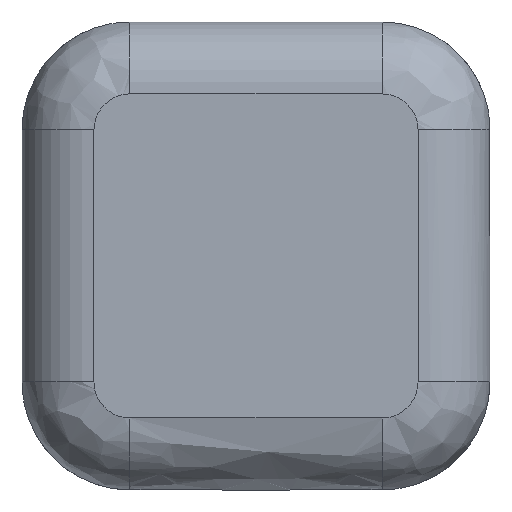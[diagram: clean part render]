
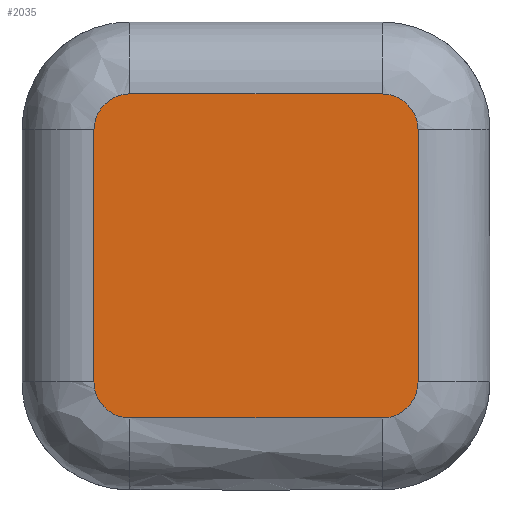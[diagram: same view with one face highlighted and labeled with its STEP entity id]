
A CAD part, front view. The second image highlights one B-rep face of the part: STEP entity #2035.
In plain terms, the highlighted free-form (B-spline) face has degree [1, 1] with [2, 2] control points.
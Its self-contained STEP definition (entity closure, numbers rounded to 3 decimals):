
#906 = VERTEX_POINT('',#907);
#907 = CARTESIAN_POINT('',(24.874,0.,-31.981));
#913 = EDGE_CURVE('',#914,#906,#916,.T.);
#914 = VERTEX_POINT('',#915);
#915 = CARTESIAN_POINT('',(31.981,0.,-24.874));
#916 = ( BOUNDED_CURVE() B_SPLINE_CURVE(2,(#917,#918,#919),
.UNSPECIFIED.,.F.,.F.) B_SPLINE_CURVE_WITH_KNOTS((3,3),(5.498,
7.069),.PIECEWISE_BEZIER_KNOTS.) CURVE() 
GEOMETRIC_REPRESENTATION_ITEM() RATIONAL_B_SPLINE_CURVE((1.,
0.707,1.)) REPRESENTATION_ITEM('') );
#917 = CARTESIAN_POINT('',(31.981,0.,-24.874));
#918 = CARTESIAN_POINT('',(31.981,0.,-31.981));
#919 = CARTESIAN_POINT('',(24.874,0.,-31.981));
#943 = VERTEX_POINT('',#944);
#944 = CARTESIAN_POINT('',(31.981,0.,24.874));
#950 = EDGE_CURVE('',#943,#914,#951,.T.);
#951 = B_SPLINE_CURVE_WITH_KNOTS('',1,(#952,#953),.UNSPECIFIED.,.F.,.F.,
  (2,2),(-1.25,33.75),.PIECEWISE_BEZIER_KNOTS.);
#952 = CARTESIAN_POINT('',(31.981,0.,24.874));
#953 = CARTESIAN_POINT('',(31.981,0.,-24.874));
#967 = EDGE_CURVE('',#968,#943,#970,.T.);
#968 = VERTEX_POINT('',#969);
#969 = CARTESIAN_POINT('',(24.874,0.,31.981));
#970 = ( BOUNDED_CURVE() B_SPLINE_CURVE(2,(#971,#972,#973),
.UNSPECIFIED.,.F.,.F.) B_SPLINE_CURVE_WITH_KNOTS((3,3),(5.498,
7.069),.PIECEWISE_BEZIER_KNOTS.) CURVE() 
GEOMETRIC_REPRESENTATION_ITEM() RATIONAL_B_SPLINE_CURVE((1.,
0.707,1.)) REPRESENTATION_ITEM('') );
#971 = CARTESIAN_POINT('',(24.874,0.,31.981));
#972 = CARTESIAN_POINT('',(31.981,0.,31.981));
#973 = CARTESIAN_POINT('',(31.981,0.,24.874));
#997 = VERTEX_POINT('',#998);
#998 = CARTESIAN_POINT('',(-24.874,0.,31.981));
#1004 = EDGE_CURVE('',#997,#968,#1005,.T.);
#1005 = B_SPLINE_CURVE_WITH_KNOTS('',1,(#1006,#1007),.UNSPECIFIED.,.F.,
  .F.,(2,2),(-1.25,33.75),.PIECEWISE_BEZIER_KNOTS.);
#1006 = CARTESIAN_POINT('',(-24.874,0.,31.981));
#1007 = CARTESIAN_POINT('',(24.874,0.,31.981));
#1021 = EDGE_CURVE('',#1022,#997,#1024,.T.);
#1022 = VERTEX_POINT('',#1023);
#1023 = CARTESIAN_POINT('',(-31.981,0.,24.874));
#1024 = ( BOUNDED_CURVE() B_SPLINE_CURVE(2,(#1025,#1026,#1027),
.UNSPECIFIED.,.F.,.F.) B_SPLINE_CURVE_WITH_KNOTS((3,3),(5.498,
7.069),.PIECEWISE_BEZIER_KNOTS.) CURVE() 
GEOMETRIC_REPRESENTATION_ITEM() RATIONAL_B_SPLINE_CURVE((1.,
0.707,1.)) REPRESENTATION_ITEM('') );
#1025 = CARTESIAN_POINT('',(-31.981,0.,24.874));
#1026 = CARTESIAN_POINT('',(-31.981,0.,31.981));
#1027 = CARTESIAN_POINT('',(-24.874,0.,31.981));
#1051 = VERTEX_POINT('',#1052);
#1052 = CARTESIAN_POINT('',(-31.981,0.,-24.874));
#1058 = EDGE_CURVE('',#1051,#1022,#1059,.T.);
#1059 = B_SPLINE_CURVE_WITH_KNOTS('',1,(#1060,#1061),.UNSPECIFIED.,.F.,
  .F.,(2,2),(-1.25,33.75),.PIECEWISE_BEZIER_KNOTS.);
#1060 = CARTESIAN_POINT('',(-31.981,0.,-24.874));
#1061 = CARTESIAN_POINT('',(-31.981,0.,24.874));
#1075 = EDGE_CURVE('',#1076,#1051,#1078,.T.);
#1076 = VERTEX_POINT('',#1077);
#1077 = CARTESIAN_POINT('',(-24.874,0.,-31.981));
#1078 = ( BOUNDED_CURVE() B_SPLINE_CURVE(2,(#1079,#1080,#1081),
.UNSPECIFIED.,.F.,.F.) B_SPLINE_CURVE_WITH_KNOTS((3,3),(5.498,
7.069),.PIECEWISE_BEZIER_KNOTS.) CURVE() 
GEOMETRIC_REPRESENTATION_ITEM() RATIONAL_B_SPLINE_CURVE((1.,
0.707,1.)) REPRESENTATION_ITEM('') );
#1079 = CARTESIAN_POINT('',(-24.874,0.,-31.981));
#1080 = CARTESIAN_POINT('',(-31.981,0.,-31.981));
#1081 = CARTESIAN_POINT('',(-31.981,0.,-24.874));
#1114 = EDGE_CURVE('',#906,#1076,#1115,.T.);
#1115 = B_SPLINE_CURVE_WITH_KNOTS('',1,(#1116,#1117),.UNSPECIFIED.,.F.,
  .F.,(2,2),(-1.25,33.75),.PIECEWISE_BEZIER_KNOTS.);
#1116 = CARTESIAN_POINT('',(24.874,0.,-31.981));
#1117 = CARTESIAN_POINT('',(-24.874,0.,-31.981));
#2035 = ADVANCED_FACE('',(#2036),#2046,.F.);
#2036 = FACE_BOUND('',#2037,.T.);
#2037 = EDGE_LOOP('',(#2038,#2039,#2040,#2041,#2042,#2043,#2044,#2045));
#2038 = ORIENTED_EDGE('',*,*,#950,.F.);
#2039 = ORIENTED_EDGE('',*,*,#967,.F.);
#2040 = ORIENTED_EDGE('',*,*,#1004,.F.);
#2041 = ORIENTED_EDGE('',*,*,#1021,.F.);
#2042 = ORIENTED_EDGE('',*,*,#1058,.F.);
#2043 = ORIENTED_EDGE('',*,*,#1075,.F.);
#2044 = ORIENTED_EDGE('',*,*,#1114,.F.);
#2045 = ORIENTED_EDGE('',*,*,#913,.F.);
#2046 = B_SPLINE_SURFACE_WITH_KNOTS('',1,1,(
    (#2047,#2048)
    ,(#2049,#2050
    )),.UNSPECIFIED.,.F.,.F.,.F.,(2,2),(2,2),(-22.5,22.5),(-22.5,22.5),
  .PIECEWISE_BEZIER_KNOTS.);
#2047 = CARTESIAN_POINT('',(-31.981,0.,31.981));
#2048 = CARTESIAN_POINT('',(-31.981,0.,-31.981));
#2049 = CARTESIAN_POINT('',(31.981,0.,31.981));
#2050 = CARTESIAN_POINT('',(31.981,0.,-31.981));
